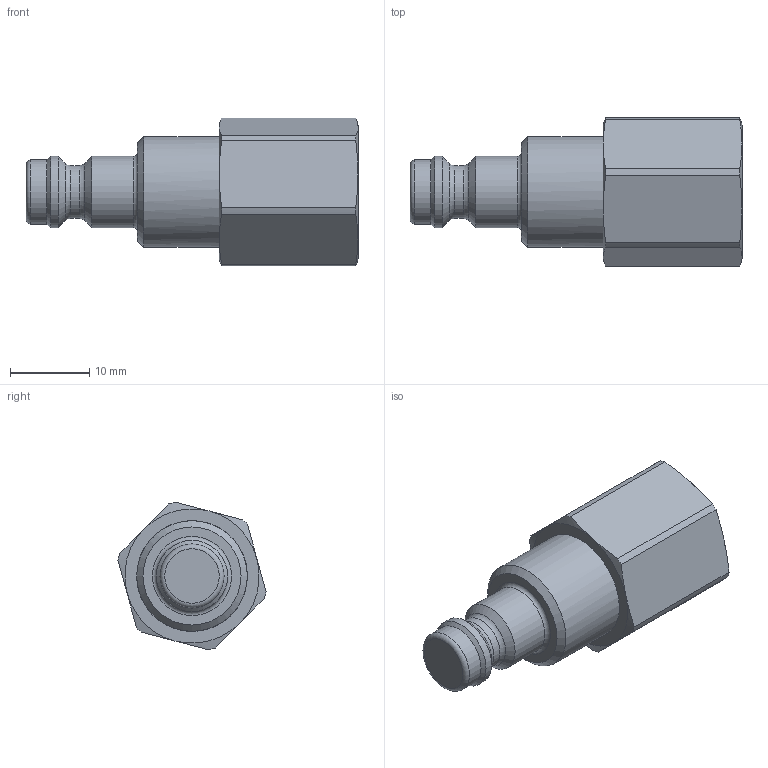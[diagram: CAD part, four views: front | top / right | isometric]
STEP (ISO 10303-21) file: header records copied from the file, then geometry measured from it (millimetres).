
FILE_DESCRIPTION((''),'2;1');
FILE_NAME('21sbiw13rvx.stp','2013-03-07T13:22:02',('IA176480'),(''),'Autodesk Inventor 2011','Autodesk Inventor 2011','');
FILE_SCHEMA(('AUTOMOTIVE_DESIGN { 1 0 10303 214 1 1 1 1 }'));
Length unit declared in the file: millimetre
Products named in the file (1): D106122
Bounding box: 42 x 18.73 x 18.68 mm (x, y, z)
Volume: 5786.4 mm3; surface area: 2870.6 mm2
Topology: 1 solids, 3 shells, 55 faces, 118 edges, 71 vertices
Faces by surface type: cone 20, cylinder 17, plane 14, torus 4
Full cylindrical faces by diameter (mm): 6.7 x1, 7.5 x1, 8.1 x1, 9 x2, 11.445 x1, 11.941 x2, 12 x2, 14 x1
Entity records: 1377 total; most frequent: CARTESIAN_POINT 258, DIRECTION 230, ORIENTED_EDGE 178, AXIS2_PLACEMENT_3D 109, EDGE_CURVE 89, EDGE_LOOP 84, VERTEX_POINT 65, FACE_OUTER_BOUND 55
